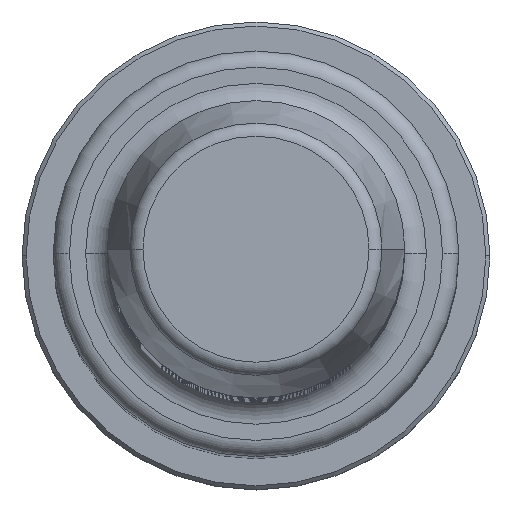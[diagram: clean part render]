
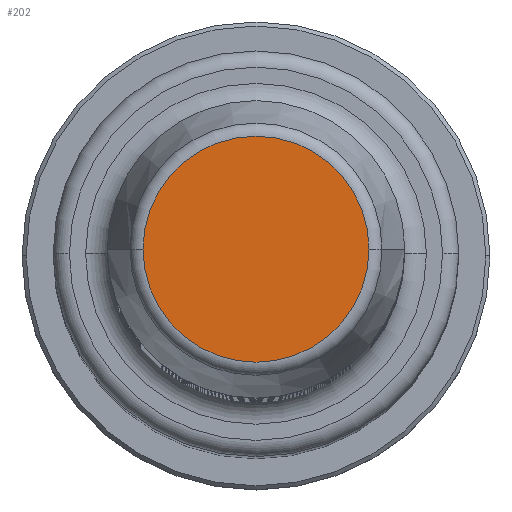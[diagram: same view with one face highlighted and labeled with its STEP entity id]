
A CAD part, top view. The second image highlights one B-rep face of the part: STEP entity #202.
In plain terms, the highlighted planar face has unit normal (0, 0, 1).
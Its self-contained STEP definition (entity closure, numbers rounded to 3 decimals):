
#202=ADVANCED_FACE('',(#409),#410,.T.);
#409=FACE_OUTER_BOUND('',#621,.T.);
#410=PLANE('',#622);
#621=EDGE_LOOP('',(#1102,#1103));
#622=AXIS2_PLACEMENT_3D('',#1104,#1105,#1106);
#1102=ORIENTED_EDGE('',*,*,#1371,.T.);
#1103=ORIENTED_EDGE('',*,*,#1283,.T.);
#1104=CARTESIAN_POINT('',(5.5,0.0,291.0));
#1105=DIRECTION('',(0.0,0.0,1.0));
#1106=DIRECTION('',(-1.0,0.0,0.0));
#1283=EDGE_CURVE('',#1532,#1530,#1533,.T.);
#1371=EDGE_CURVE('',#1530,#1532,#1641,.T.);
#1530=VERTEX_POINT('',#1816);
#1532=VERTEX_POINT('',#1818);
#1533=CIRCLE('',#1819,8.357);
#1641=CIRCLE('',#1943,8.357);
#1816=CARTESIAN_POINT('',(8.357,0.0,291.0));
#1818=CARTESIAN_POINT('',(-8.357,0.,291.0));
#1819=AXIS2_PLACEMENT_3D('',#2138,#2139,#2140);
#1943=AXIS2_PLACEMENT_3D('',#2277,#2278,#2279);
#2138=CARTESIAN_POINT('',(0.0,0.0,291.0));
#2139=DIRECTION('',(0.0,0.0,1.0));
#2140=DIRECTION('',(1.0,0.0,0.0));
#2277=CARTESIAN_POINT('',(0.0,0.0,291.0));
#2278=DIRECTION('',(0.0,0.0,1.0));
#2279=DIRECTION('',(1.0,0.0,0.0));
